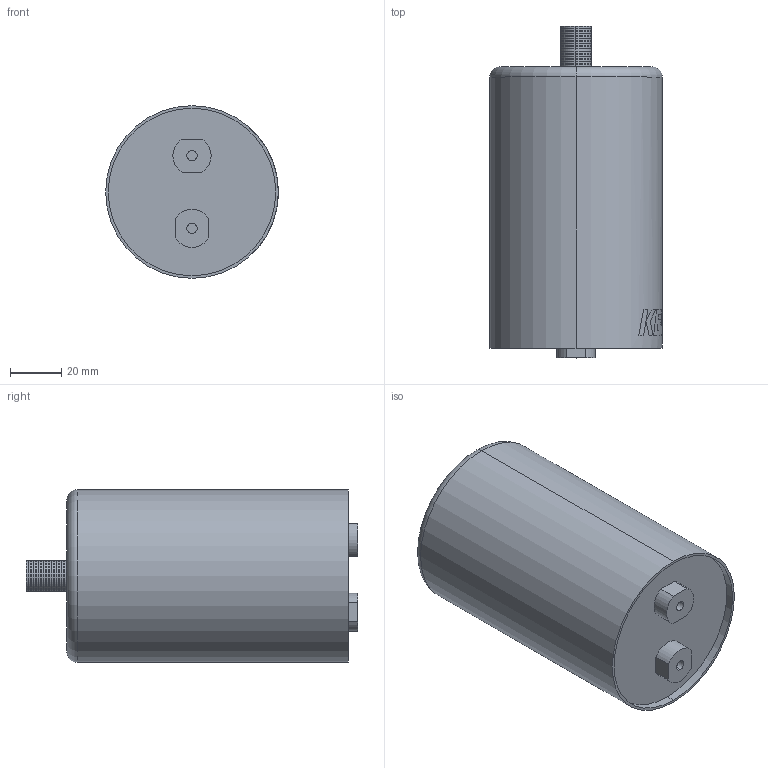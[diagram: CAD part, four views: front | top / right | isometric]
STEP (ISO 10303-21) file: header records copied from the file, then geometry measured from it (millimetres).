
FILE_DESCRIPTION (( 'STEP AP214' ), '1' );
FILE_NAME ('CARCS_D67.6L107S28.5T3.8.STEP', '2016-08-02T16:51:22', ( '' ), ( '' ), 'SwSTEP 2.0', 'SolidWorks 2014', '' );
FILE_SCHEMA (( 'AUTOMOTIVE_DESIGN' ));
Length unit declared in the file: millimetre
Products named in the file (4): Can_19; CARCS_D67.6L107S28.5T3.8; Oval_Terminal_19; Stud
Assembly tree (4 placements, depth 2):
  CARCS_D67.6L107S28.5T3.8
    Can_19
    Oval_Terminal_19  x2
    Stud
Bounding box: 67.6 x 130 x 67.6 mm (x, y, z)
Volume: 388321.1 mm3; surface area: 33699.3 mm2
Topology: 4 solids, 4 shells, 185 faces, 415 edges, 276 vertices
Faces by surface type: cylinder 83, plane 70, bspline 30, torus 2
Entity records: 5269 total; most frequent: CARTESIAN_POINT 1308, ORIENTED_EDGE 776, DIRECTION 771, EDGE_CURVE 388, AXIS2_PLACEMENT_3D 345, VERTEX_POINT 258, EDGE_LOOP 208, CIRCLE 196
